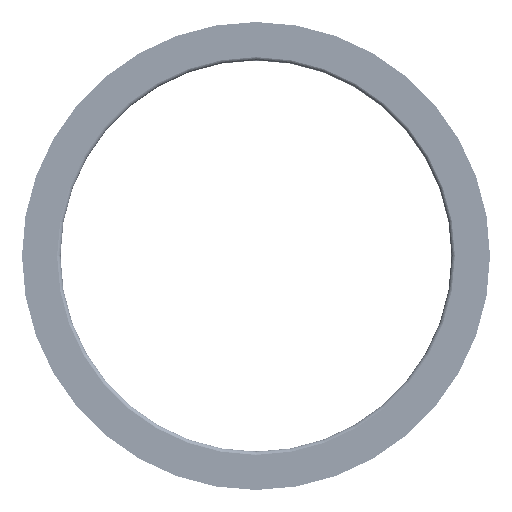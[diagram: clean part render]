
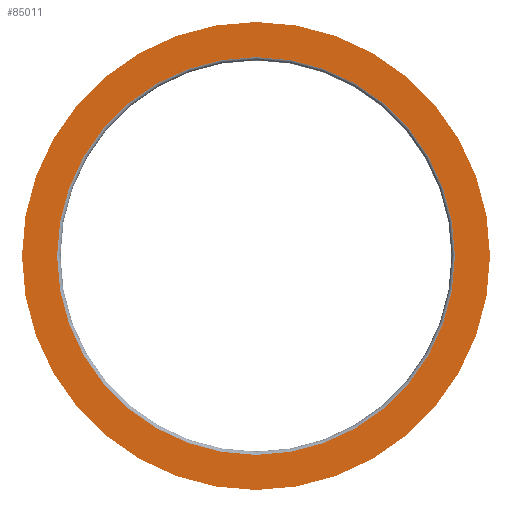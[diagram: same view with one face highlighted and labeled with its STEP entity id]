
A CAD part, left-side view. The second image highlights one B-rep face of the part: STEP entity #85011.
In plain terms, the highlighted planar face has unit normal (-1, 0, 0).
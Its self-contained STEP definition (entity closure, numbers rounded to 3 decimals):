
#2090 = EDGE_CURVE ( 'NONE', #95091, #53948, #40449, .T. ) ;
#5406 = CARTESIAN_POINT ( 'NONE',  ( 0., 76.5, 0. ) ) ;
#15130 = DIRECTION ( 'NONE',  ( 0., 0., -1. ) ) ;
#17130 = EDGE_LOOP ( 'NONE', ( #113929, #28457 ) ) ;
#19663 = CARTESIAN_POINT ( 'NONE',  ( 0., 0., -90. ) ) ;
#20509 = VERTEX_POINT ( 'NONE', #96263 ) ;
#20889 = ORIENTED_EDGE ( 'NONE', *, *, #121316, .T. ) ;
#25671 = AXIS2_PLACEMENT_3D ( 'NONE', #36612, #104442, #46370 ) ;
#26187 = DIRECTION ( 'NONE',  ( -1., 0., 0. ) ) ;
#26323 = FACE_OUTER_BOUND ( 'NONE', #52719, .T. ) ;
#27002 = CARTESIAN_POINT ( 'NONE',  ( 0., 0., 0. ) ) ;
#27040 = CARTESIAN_POINT ( 'NONE',  ( 0., 0., 90. ) ) ;
#28457 = ORIENTED_EDGE ( 'NONE', *, *, #55476, .F. ) ;
#36612 = CARTESIAN_POINT ( 'NONE',  ( 0., 0., 0. ) ) ;
#36780 = DIRECTION ( 'NONE',  ( 0., 0., 1. ) ) ;
#40449 = CIRCLE ( 'NONE', #63478, 90. ) ;
#44611 = DIRECTION ( 'NONE',  ( -1., 0., 0. ) ) ;
#46370 = DIRECTION ( 'NONE',  ( 0., 0., 1. ) ) ;
#52719 = EDGE_LOOP ( 'NONE', ( #67975, #20889 ) ) ;
#53206 = PLANE ( 'NONE',  #101847 ) ;
#53948 = VERTEX_POINT ( 'NONE', #19663 ) ;
#55339 = CIRCLE ( 'NONE', #87818, 76.5 ) ;
#55476 = EDGE_CURVE ( 'NONE', #20509, #122337, #55339, .T. ) ;
#56433 = EDGE_CURVE ( 'NONE', #122337, #20509, #83599, .T. ) ;
#63478 = AXIS2_PLACEMENT_3D ( 'NONE', #27002, #94902, #36780 ) ;
#67975 = ORIENTED_EDGE ( 'NONE', *, *, #2090, .T. ) ;
#73128 = DIRECTION ( 'NONE',  ( 1., 0., 0. ) ) ;
#77881 = FACE_BOUND ( 'NONE', #17130, .T. ) ;
#81525 = AXIS2_PLACEMENT_3D ( 'NONE', #102711, #44611, #112489 ) ;
#83599 = CIRCLE ( 'NONE', #81525, 76.5 ) ;
#84286 = CARTESIAN_POINT ( 'NONE',  ( 0., 0., 0. ) ) ;
#85011 = ADVANCED_FACE ( 'NONE', ( #77881, #26323 ), #53206, .F. ) ;
#87818 = AXIS2_PLACEMENT_3D ( 'NONE', #84286, #26187, #94072 ) ;
#92319 = CARTESIAN_POINT ( 'NONE',  ( 0., 0., 76.5 ) ) ;
#94072 = DIRECTION ( 'NONE',  ( 0., 0., 1. ) ) ;
#94902 = DIRECTION ( 'NONE',  ( -1., 0., 0. ) ) ;
#95091 = VERTEX_POINT ( 'NONE', #27040 ) ;
#96263 = CARTESIAN_POINT ( 'NONE',  ( 0., 0., -76.5 ) ) ;
#101847 = AXIS2_PLACEMENT_3D ( 'NONE', #5406, #73128, #15130 ) ;
#102711 = CARTESIAN_POINT ( 'NONE',  ( 0., 0., 0. ) ) ;
#104442 = DIRECTION ( 'NONE',  ( -1., 0., 0. ) ) ;
#112489 = DIRECTION ( 'NONE',  ( 0., 0., 1. ) ) ;
#113929 = ORIENTED_EDGE ( 'NONE', *, *, #56433, .F. ) ;
#118553 = CIRCLE ( 'NONE', #25671, 90. ) ;
#121316 = EDGE_CURVE ( 'NONE', #53948, #95091, #118553, .T. ) ;
#122337 = VERTEX_POINT ( 'NONE', #92319 ) ;
